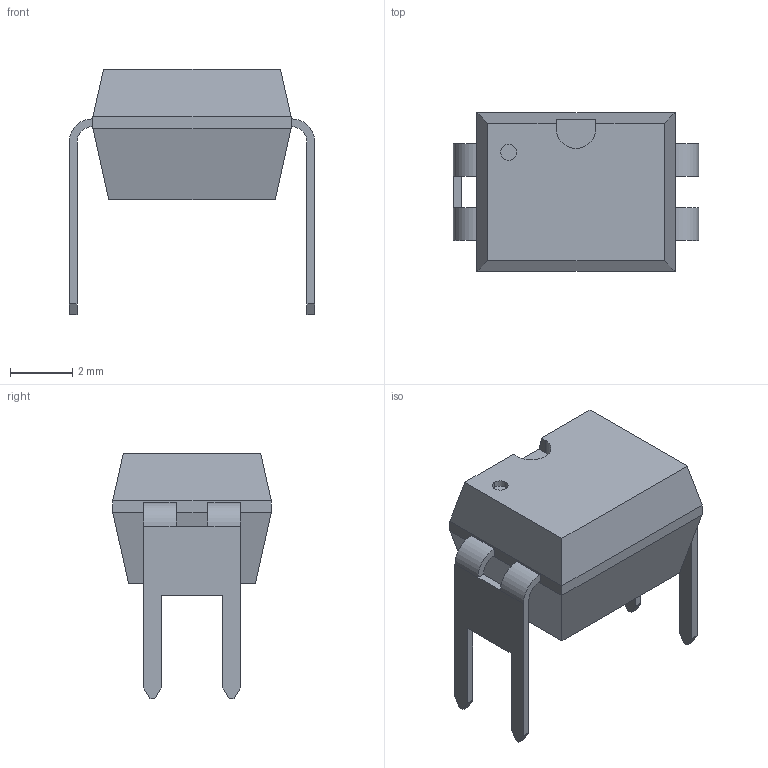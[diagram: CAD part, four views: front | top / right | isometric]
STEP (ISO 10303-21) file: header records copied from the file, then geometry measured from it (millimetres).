
FILE_DESCRIPTION((''),'2;1');
FILE_NAME('VISHAY_HVM DIP.stp','2013-02-11T15:36:58',(''),(''),'Mechanical Desktop 2011','Mechanical Desktop 2011',', , ');
FILE_SCHEMA(('AUTOMOTIVE_DESIGN { 1 2 10303 214 1 1 1 1 }'));
Length unit declared in the file: millimetre
Products named in the file (1): Product
Bounding box: 7.87 x 5.08 x 7.87 mm (x, y, z)
Volume: 122.2 mm3; surface area: 198 mm2
Topology: 4 solids, 4 shells, 77 faces, 192 edges, 124 vertices
Faces by surface type: plane 48, bspline 22, cylinder 7
Entity records: 2354 total; most frequent: CARTESIAN_POINT 516, ORIENTED_EDGE 384, DIRECTION 326, EDGE_CURVE 192, VECTOR 170, LINE 170, VERTEX_POINT 124, AXIS2_PLACEMENT_3D 78
